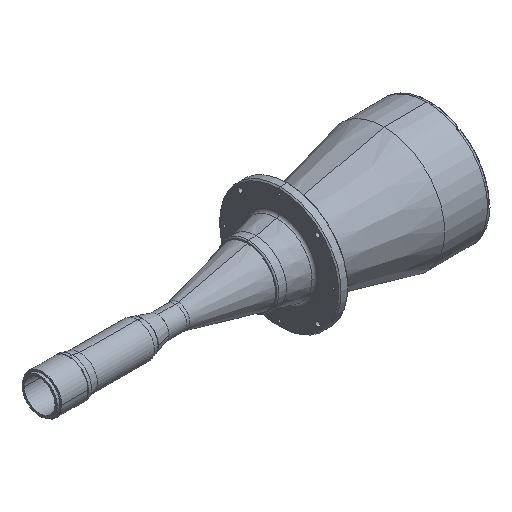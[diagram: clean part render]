
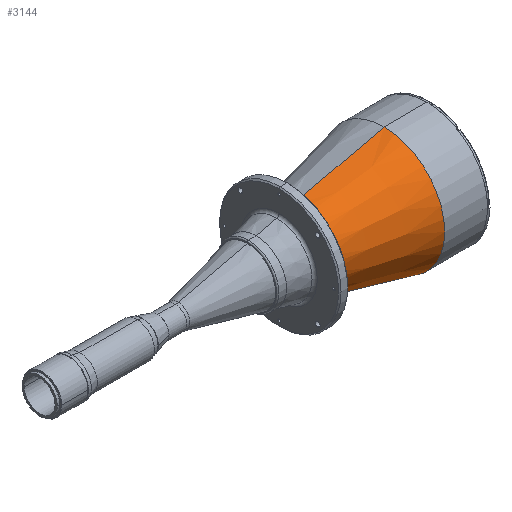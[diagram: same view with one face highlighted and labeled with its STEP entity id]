
A CAD part, isometric view. The second image highlights one B-rep face of the part: STEP entity #3144.
In plain terms, the highlighted conical face has half-angle 13.358 degrees and reference radius 50 mm.
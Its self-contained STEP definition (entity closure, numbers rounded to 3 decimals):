
#55 = VERTEX_POINT ( 'NONE', #3501 ) ;
#176 = VERTEX_POINT ( 'NONE', #3253 ) ;
#180 = AXIS2_PLACEMENT_3D ( 'NONE', #2781, #4235, #552 ) ;
#552 = DIRECTION ( 'NONE',  ( 0., 0., 1. ) ) ;
#645 = AXIS2_PLACEMENT_3D ( 'NONE', #1768, #4377, #1060 ) ;
#920 = CARTESIAN_POINT ( 'NONE',  ( 424.718, 0., -100. ) ) ;
#1052 = CONICAL_SURFACE ( 'NONE', #645, 50., 0.233 ) ;
#1060 = DIRECTION ( 'NONE',  ( 0., 0., -1. ) ) ;
#1203 = CIRCLE ( 'NONE', #180, 100. ) ;
#1345 = AXIS2_PLACEMENT_3D ( 'NONE', #1763, #1754, #1749 ) ;
#1563 = DIRECTION ( 'NONE',  ( 0.973, 0., -0.231 ) ) ;
#1749 = DIRECTION ( 'NONE',  ( 0., 0., 1. ) ) ;
#1754 = DIRECTION ( 'NONE',  ( -1., 0., 0. ) ) ;
#1763 = CARTESIAN_POINT ( 'NONE',  ( 273.094, 0., 0. ) ) ;
#1766 = ORIENTED_EDGE ( 'NONE', *, *, #4058, .F. ) ;
#1768 = CARTESIAN_POINT ( 'NONE',  ( 214.161, 0., 0. ) ) ;
#1783 = EDGE_LOOP ( 'NONE', ( #1766, #1815, #1983, #2101 ) ) ;
#1815 = ORIENTED_EDGE ( 'NONE', *, *, #2249, .F. ) ;
#1915 = CARTESIAN_POINT ( 'NONE',  ( 214.161, 0., 50. ) ) ;
#1983 = ORIENTED_EDGE ( 'NONE', *, *, #3803, .T. ) ;
#2033 = CARTESIAN_POINT ( 'NONE',  ( 273.094, 0., -63.995 ) ) ;
#2101 = ORIENTED_EDGE ( 'NONE', *, *, #3828, .T. ) ;
#2249 = EDGE_CURVE ( 'NONE', #4295, #176, #2482, .T. ) ;
#2482 = CIRCLE ( 'NONE', #1345, 63.995 ) ;
#2781 = CARTESIAN_POINT ( 'NONE',  ( 424.718, 0., 0. ) ) ;
#3069 = LINE ( 'NONE', #1915, #4470 ) ;
#3144 = ADVANCED_FACE ( 'NONE', ( #3338 ), #1052, .T. ) ;
#3253 = CARTESIAN_POINT ( 'NONE',  ( 273.094, 0., 63.995 ) ) ;
#3338 = FACE_OUTER_BOUND ( 'NONE', #1783, .T. ) ;
#3501 = CARTESIAN_POINT ( 'NONE',  ( 424.718, 0., 100. ) ) ;
#3645 = LINE ( 'NONE', #4118, #3875 ) ;
#3803 = EDGE_CURVE ( 'NONE', #4295, #4464, #3645, .T. ) ;
#3828 = EDGE_CURVE ( 'NONE', #4464, #55, #1203, .T. ) ;
#3875 = VECTOR ( 'NONE', #1563, 1000. ) ;
#4058 = EDGE_CURVE ( 'NONE', #176, #55, #3069, .T. ) ;
#4118 = CARTESIAN_POINT ( 'NONE',  ( 214.161, 0., -50. ) ) ;
#4235 = DIRECTION ( 'NONE',  ( -1., 0., 0. ) ) ;
#4295 = VERTEX_POINT ( 'NONE', #2033 ) ;
#4377 = DIRECTION ( 'NONE',  ( 1., 0., 0. ) ) ;
#4464 = VERTEX_POINT ( 'NONE', #920 ) ;
#4470 = VECTOR ( 'NONE', #4695, 1000. ) ;
#4695 = DIRECTION ( 'NONE',  ( 0.973, 0., 0.231 ) ) ;
